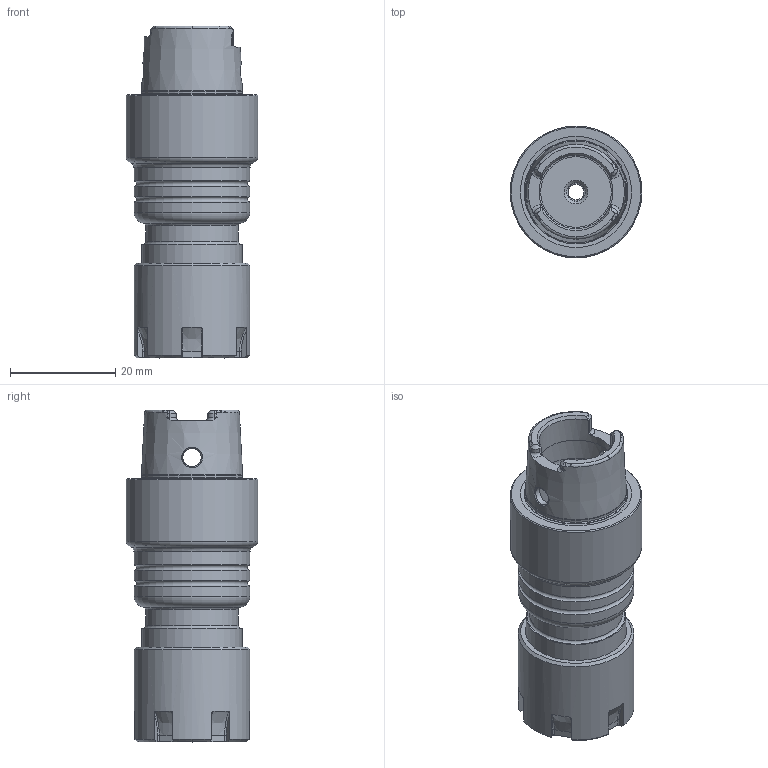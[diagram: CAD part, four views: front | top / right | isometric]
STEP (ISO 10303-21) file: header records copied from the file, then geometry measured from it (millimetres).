
FILE_DESCRIPTION(/* description */ ('Alibre Inc.'),/* implementation_level */ '2;1');
FILE_NAME(/* name */ 'export-06F3B734-A2E7-4851-8BA9-43A378D02754',/* time_stamp */ '2023-11-01T15:22:17+01:00',/* author */ (''),/* organization */ (''),/* preprocessor_version */ 'ST-DEVELOPER v17',/* originating_system */ 'Alibre',/* authorisation */ '');
FILE_SCHEMA (('AUTOMOTIVE_DESIGN'));
Length unit declared in the file: millimetre
Products named in the file (4): 9043030160250
Bounding box: 25 x 25 x 63 mm (x, y, z)
Volume: 14339.3 mm3; surface area: 9689.5 mm2
Topology: 3 solids, 3 shells, 201 faces, 546 edges, 356 vertices
Faces by surface type: plane 57, cylinder 53, cone 42, torus 29, bspline 20
Full cylindrical faces by diameter (mm): 3 x1, 3.5 x3, 8.5 x1, 10 x1, 10.5 x1, 10.6 x1, 14 x2, 16.2 x1, 16.4 x1, 17.6 x1, 18 x1, 19 x1, 19.12 x1, 19.5 x1, 22 x4, 25 x1
Entity records: 7370 total; most frequent: CARTESIAN_POINT 2680, ORIENTED_EDGE 1090, DIRECTION 809, EDGE_CURVE 545, AXIS2_PLACEMENT_3D 367, VERTEX_POINT 356, EDGE_LOOP 217, FACE_BOUND 217
